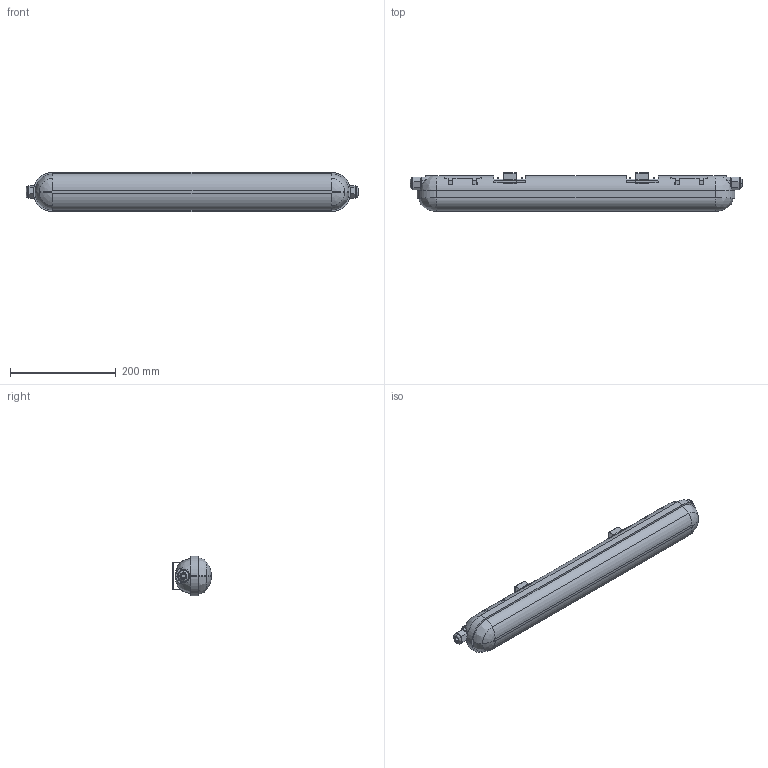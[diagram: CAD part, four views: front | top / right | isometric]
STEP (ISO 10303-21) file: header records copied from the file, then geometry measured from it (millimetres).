
FILE_DESCRIPTION (( 'STEP AP214' ), '1' );
FILE_NAME ('LDSP0-1304-18-4500-K01Ñâåòèëüíèê ÄÑÏ 1305 18Âò 6500Ê IP65 600ìì ñåðûé ïëàñòèê IEK.STEP', '2017-10-16T11:16:28', ( '' ), ( '' ), 'SwSTEP 2.0', 'SolidWorks 2014', '' );
FILE_SCHEMA (( 'AUTOMOTIVE_DESIGN' ));
Length unit declared in the file: millimetre
Products named in the file (1): LDSP0-1304-18-4500-K01Ñâåòèëüíèê ÄÑÏ 1305 18Âò 6500Ê IP65 600ìì ñåðûé ïëàñòèê IEK
Bounding box: 627 x 72.7 x 75 mm (x, y, z)
Volume: 2216896.5 mm3; surface area: 168690.9 mm2
Topology: 1 solids, 1 shells, 406 faces, 1150 edges, 758 vertices
Faces by surface type: plane 274, cylinder 108, bspline 20, cone 4
Entity records: 18385 total; most frequent: CARTESIAN_POINT 3162, ORIENTED_EDGE 2300, DIRECTION 2206, EDGE_CURVE 1150, VERTEX_POINT 758, VECTOR 756, LINE 756, AXIS2_PLACEMENT_3D 725
